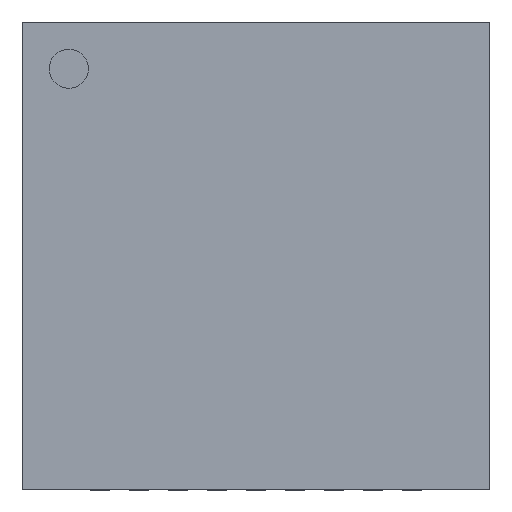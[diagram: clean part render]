
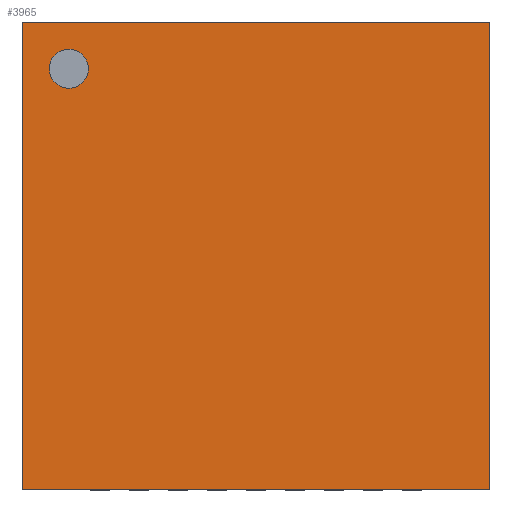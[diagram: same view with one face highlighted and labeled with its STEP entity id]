
A CAD part, top view. The second image highlights one B-rep face of the part: STEP entity #3965.
In plain terms, the highlighted planar face has unit normal (0, 0, 1).
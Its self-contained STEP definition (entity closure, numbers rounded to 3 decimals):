
#12=DIRECTION('',(0.,0.,1.));
#49=DIRECTION('',(0.,0.,-1.));
#152=VECTOR('',#153,1.);
#153=DIRECTION('',(1.,0.,0.));
#159=VECTOR('',#160,1.);
#160=DIRECTION('',(0.,-1.,0.));
#1033=ORIENTED_EDGE('',*,*,#1034,.F.);
#1034=EDGE_CURVE('',#1035,#1037,#1039,.T.);
#1035=VERTEX_POINT('',#1036);
#1036=CARTESIAN_POINT('',(-2.99,2.99,0.77));
#1037=VERTEX_POINT('',#1038);
#1038=CARTESIAN_POINT('',(2.99,2.99,0.77));
#1039=LINE('',#1036,#152);
#1206=ORIENTED_EDGE('',*,*,#1207,.T.);
#1207=EDGE_CURVE('',#1035,#1208,#1210,.T.);
#1208=VERTEX_POINT('',#1209);
#1209=CARTESIAN_POINT('',(-2.99,-2.99,0.77));
#1210=LINE('',#1036,#159);
#2463=EDGE_CURVE('',#1037,#2464,#2466,.T.);
#2464=VERTEX_POINT('',#2465);
#2465=CARTESIAN_POINT('',(2.99,-2.99,0.77));
#2466=LINE('',#1038,#159);
#2620=EDGE_CURVE('',#1208,#2464,#2621,.T.);
#2621=LINE('',#1209,#152);
#3965=ADVANCED_FACE('',(#3966,#3970),#3979,.T.);
#3966=FACE_BOUND('',#3967,.T.);
#3967=EDGE_LOOP('',(#1033,#1206,#3968,#3969));
#3968=ORIENTED_EDGE('',*,*,#2620,.T.);
#3969=ORIENTED_EDGE('',*,*,#2463,.F.);
#3970=FACE_BOUND('',#3971,.T.);
#3971=EDGE_LOOP('',(#3972));
#3972=ORIENTED_EDGE('',*,*,#3973,.T.);
#3973=EDGE_CURVE('',#3974,#3974,#3976,.T.);
#3974=VERTEX_POINT('',#3975);
#3975=CARTESIAN_POINT('',(-2.4,2.15,0.77));
#3976=CIRCLE('',#3977,0.25);
#3977=AXIS2_PLACEMENT_3D('',#3978,#49,#160);
#3978=CARTESIAN_POINT('',(-2.4,2.4,0.77));
#3979=PLANE('',#3980);
#3980=AXIS2_PLACEMENT_3D('',#1036,#12,#160);
